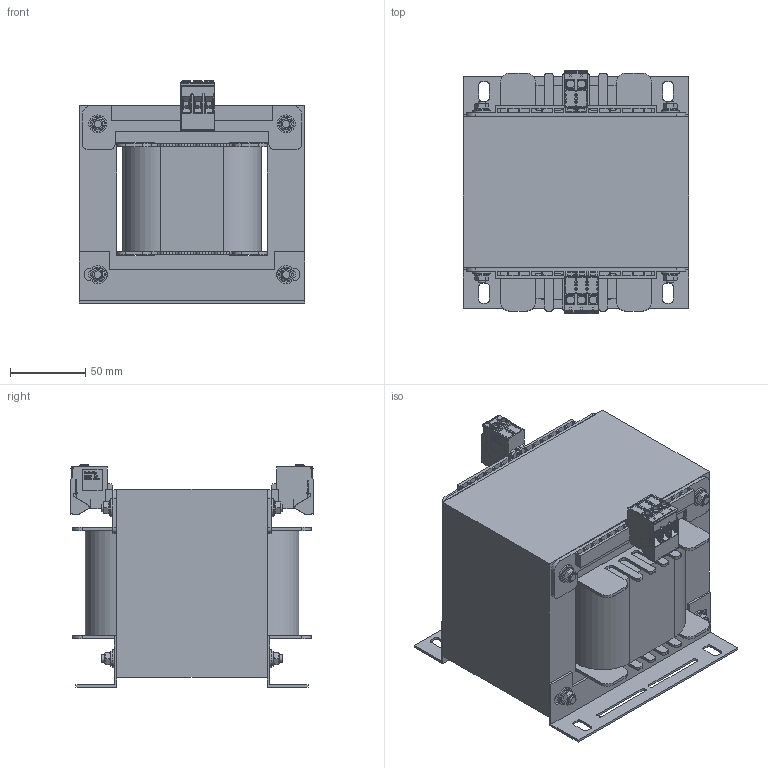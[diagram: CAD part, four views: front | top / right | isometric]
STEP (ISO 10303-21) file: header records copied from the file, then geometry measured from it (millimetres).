
FILE_DESCRIPTION(/* description */ (''),/* implementation_level */ '2;1');
FILE_NAME(/* name */ 'TF032163200.stp',/* time_stamp */ '2022-10-26T12:44:04+02:00',/* author */ ('velazquez'),/* organization */ (''),/* preprocessor_version */ 'ST-DEVELOPER v19.2',/* originating_system */ 'Autodesk Inventor 2023',/* authorisation */ '');
FILE_SCHEMA (('AUTOMOTIVE_DESIGN { 1 0 10303 214 3 1 1 }'));
Products named in the file (11): TF032163200; EI150 x 125 - 100 (RC50); AF50DIN; EI150; centrador M5; DIN 125 - A 5,3; Varilla m5x120; DIN 934 - M5; EI 150 X 125 - 100; 1227_TKS_4_3_F NARANJA; 1226_TKS_4_2_F
Assembly tree (36 placements, depth 2):
  TF032163200
    EI150 x 125 - 100 (RC50)
    AF50DIN  x2
    centrador M5  x8
    EI150  x2
    DIN 125 - A 5,3  x8
    Varilla m5x120  x4
    DIN 934 - M5  x8
    EI 150 X 125 - 100
    1227_TKS_4_3_F NARANJA
    1226_TKS_4_2_F
Bounding box: 150 x 161.9 x 147.4 mm (x, y, z)
Volume: 2117382.1 mm3; surface area: 296173.1 mm2
Topology: 36 solids, 36 shells, 4283 faces, 11965 edges, 7786 vertices
Faces by surface type: plane 3396, cylinder 626, bspline 125, torus 98, cone 32, sphere 6
Full cylindrical faces by diameter (mm): 4.134 x8, 5 x16, 5.3 x8, 5.9 x8, 8 x4, 10 x8, 12 x8
Entity records: 136183 total; most frequent: CARTESIAN_POINT 28125, ORIENTED_EDGE 22448, DIRECTION 20204, EDGE_CURVE 11224, LINE 9770, VECTOR 9770, VERTEX_POINT 7309, AXIS2_PLACEMENT_3D 5217
